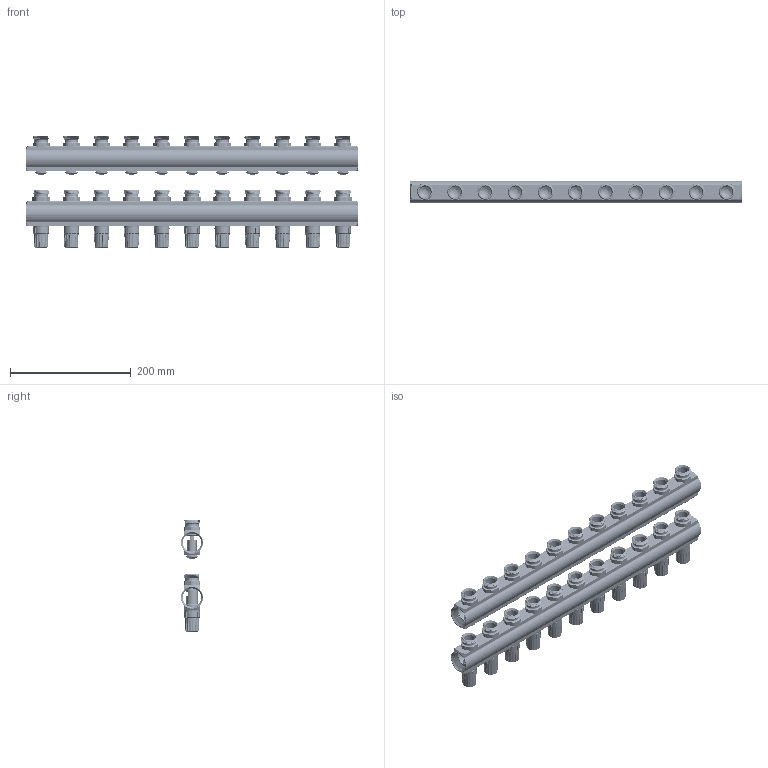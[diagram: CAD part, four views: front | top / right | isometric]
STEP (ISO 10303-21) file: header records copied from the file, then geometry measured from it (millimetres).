
FILE_DESCRIPTION((''),'2;1');
FILE_NAME('088U0511_ASM','2023-05-16T13:27:17',('U258971'),(''),'CREO PARAMETRIC BY PTC INC, 2020342','CREO PARAMETRIC BY PTC INC, 2020342','');
FILE_SCHEMA(('CONFIG_CONTROL_DESIGN'));
Length unit declared in the file: millimetre
Products named in the file (13): 088U7307_11LOOPS_18; 088U7304_15; 088U7310_ASM_11_ASM; 088U7308_11LOOPS_19; 013G1380_AF0_11; 013G0295___AF0_ASM_11_ASM; 013G0200__AF0_ASM_11_ASM; 013G0376-FOR-MANIFOLD_ASM_11_ASM; 088U7312_13; 013G0951_11; 088U0593-MANIFOLD_11; 088U7301_ASM_3_ASM; 088U0511_ASM
Assembly tree (62 placements, depth 4):
  088U0511_ASM
    088U7301_ASM_3_ASM
      088U7307_11LOOPS_18
      088U7310_ASM_11_ASM  x11
        088U7304_15
      088U7308_11LOOPS_19
      013G0376-FOR-MANIFOLD_ASM_11_ASM  x11
        013G1380_AF0_11
        013G0295___AF0_ASM_11_ASM
        013G0200__AF0_ASM_11_ASM
      088U7312_13  x11
      013G0951_11  x11
      088U0593-MANIFOLD_11  x11
Bounding box: 550 x 36.55 x 186.3 mm (x, y, z)
Volume: 720271 mm3; surface area: 616728.2 mm2
Topology: 57 solids, 151 shells, 13640 faces, 39634 edges, 26336 vertices
Faces by surface type: plane 4515, cylinder 4151, bspline 2387, cone 1314, torus 756, extrusion 319, sphere 198
Entity records: 137146 total; most frequent: CARTESIAN_POINT 77037, ORIENTED_EDGE 14564, DIRECTION 9428, EDGE_CURVE 7376, VERTEX_POINT 4956, AXIS2_PLACEMENT_3D 3751, B_SPLINE_CURVE_WITH_KNOTS 3655, EDGE_LOOP 2628
